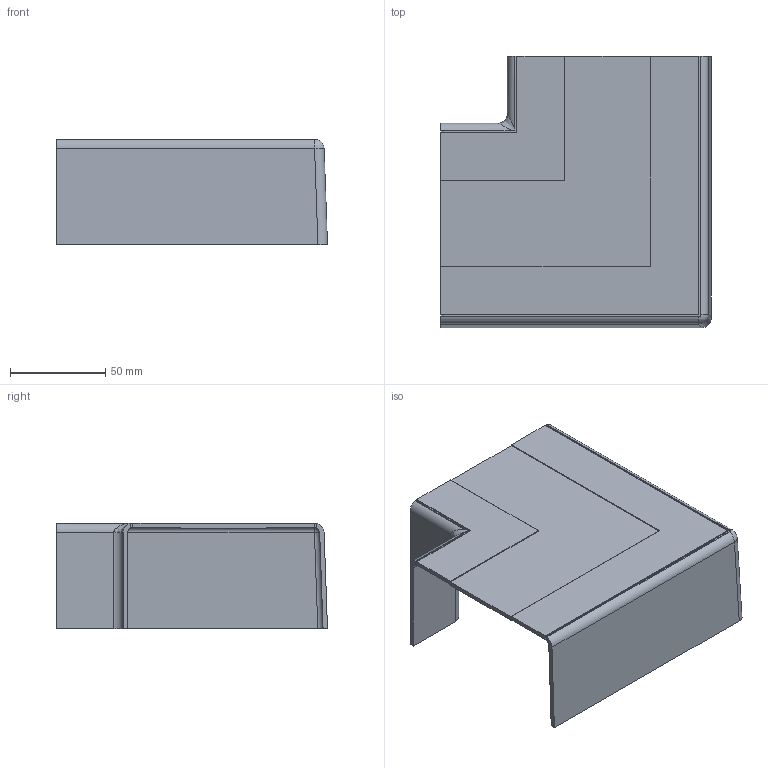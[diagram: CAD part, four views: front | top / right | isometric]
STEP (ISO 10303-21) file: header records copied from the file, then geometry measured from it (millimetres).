
FILE_DESCRIPTION (( 'STEP AP214' ), '1' );
FILE_NAME ('6113094.stp', '2016-04-27T09:45:14', ( '' ), ( '' ), 'SwSTEP 2.0', 'SolidWorks 2014', '' );
FILE_SCHEMA (( 'AUTOMOTIVE_DESIGN' ));
Length unit declared in the file: millimetre
Products named in the file (2): 6113094; 070042_Standard
Assembly tree (1 placements, depth 2):
  6113094
    070042_Standard
Bounding box: 141.94 x 141.94 x 55.5 mm (x, y, z)
Volume: 77452.7 mm3; surface area: 75313.3 mm2
Topology: 1 solids, 1 shells, 96 faces, 297 edges, 194 vertices
Faces by surface type: plane 68, cylinder 24, sphere 2, bspline 2
Entity records: 3454 total; most frequent: CARTESIAN_POINT 720, ORIENTED_EDGE 592, DIRECTION 536, EDGE_CURVE 296, VECTOR 236, LINE 236, VERTEX_POINT 194, AXIS2_PLACEMENT_3D 150
